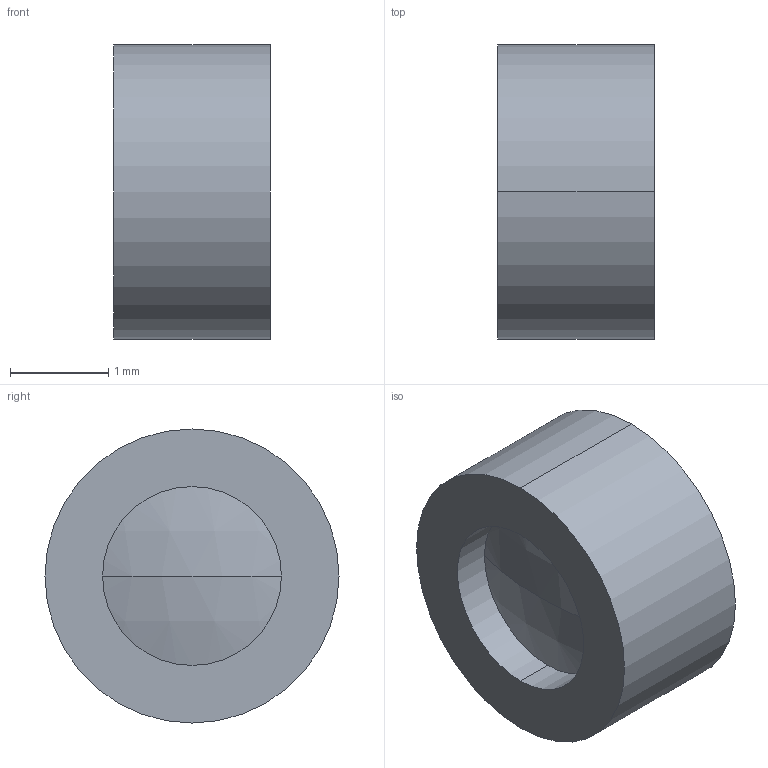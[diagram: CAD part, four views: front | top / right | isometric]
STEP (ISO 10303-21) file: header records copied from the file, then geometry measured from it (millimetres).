
FILE_DESCRIPTION (( 'STEP AP214' ), '1' );
FILE_NAME ('13691-E0W.step', '2007-11-13T09:06:33', ( ' ' ), ( ' ' ), 'SwSTEP 2.0', 'SolidWorks 2007', '' );
FILE_SCHEMA (( 'AUTOMOTIVE_DESIGN' ));
Length unit declared in the file: inch
Products named in the file (1): 13691-E0W
Bounding box: 1.6 x 3 x 3 mm (x, y, z)
Surface area: 38.9 mm2 (no closed solid volume)
Topology: 0 solids, 3 shells, 11 faces, 22 edges, 15 vertices
Faces by surface type: cylinder 4, plane 3, sphere 2, cone 2
Entity records: 455 total; most frequent: DIRECTION 62, CARTESIAN_POINT 49, ORIENTED_EDGE 40, AXIS2_PLACEMENT_3D 28, EDGE_CURVE 22, CIRCLE 16, VERTEX_POINT 15, EDGE_LOOP 13
